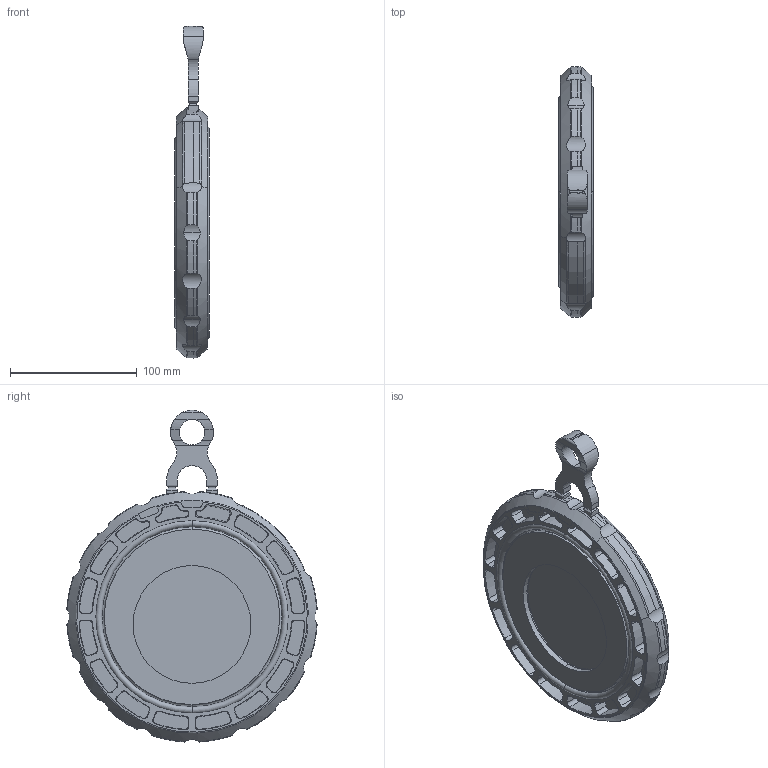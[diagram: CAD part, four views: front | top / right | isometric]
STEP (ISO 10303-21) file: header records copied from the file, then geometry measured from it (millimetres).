
FILE_DESCRIPTION(('STEP AP214'),'1');
FILE_NAME('cctmp_DA1C1D96-BD23-45AC-8FB5-0F2A897FC370_2018_12_7_13_44_14_399..stp','2018-12-07T12:44:15',('Praher Valves GmbH'),('CADClick - www.CADClick.com'),'Spatial InterOp 3D',' ','unknown authorization');
FILE_SCHEMA(('AUTOMOTIVE_DESIGN'));
Length unit declared in the file: millimetre
Products named in the file (1): 1
Bounding box: 27.04 x 197.6 x 262.1 mm (x, y, z)
Volume: 564919.9 mm3; surface area: 119179.1 mm2
Topology: 1 solids, 1 shells, 635 faces, 1781 edges, 1163 vertices
Faces by surface type: plane 197, cone 163, cylinder 154, torus 121
Entity records: 29448 total; most frequent: CARTESIAN_POINT 7826, ORIENTED_EDGE 3562, DIRECTION 3524, EDGE_CURVE 1781, AXIS2_PLACEMENT_3D 1415, VERTEX_POINT 1163, CIRCLE 729, LINE 694
